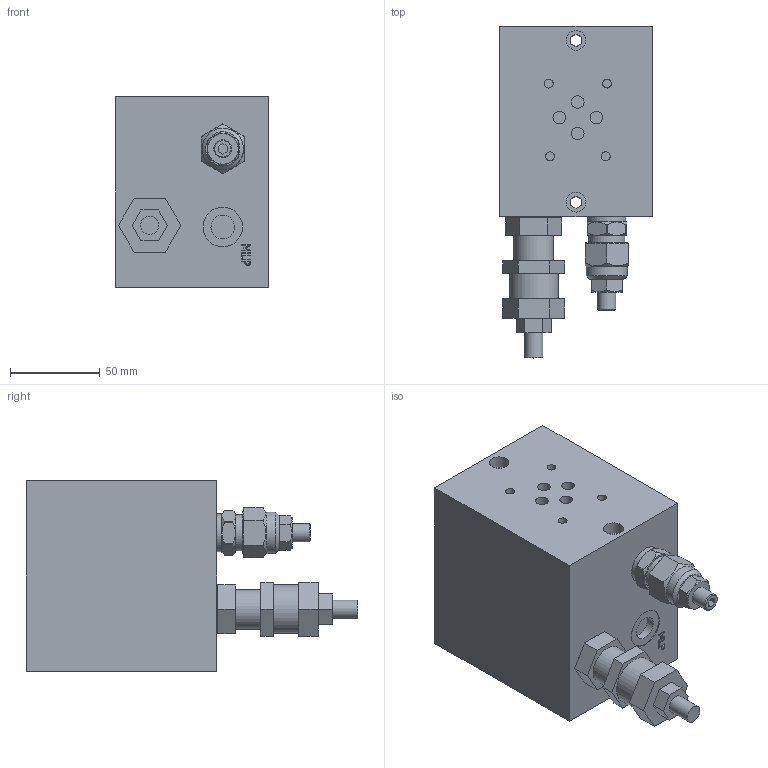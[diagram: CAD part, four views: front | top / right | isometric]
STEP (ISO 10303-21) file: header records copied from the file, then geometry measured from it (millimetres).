
FILE_DESCRIPTION(/* description */ ('Unknown'),/* implementation_level */ '2;1');
FILE_NAME(/* name */ 'OV.100529-001',/* time_stamp */ '2023-07-31T08:20:08+02:00',/* author */ ('Unknown'),/* organization */ ('Unknown'),/* preprocessor_version */ 'ST-DEVELOPER v18.102',/* originating_system */ 'Solid Edge',/* authorisation */ 'Unknown');
FILE_SCHEMA (('AUTOMOTIVE_DESIGN {1 0 10303 214 3 1 1}'));
Length unit declared in the file: millimetre
Products named in the file (2): ET203 (1); ET203_0
Assembly tree (1 placements, depth 2):
  ET203 (1)
    ET203_0
Bounding box: 85 x 184.5 x 106 mm (x, y, z)
Volume: 952334.3 mm3; surface area: 85734.6 mm2
Topology: 3 solids, 3 shells, 539 faces, 1363 edges, 901 vertices
Faces by surface type: plane 362, cylinder 121, cone 31, bspline 25
Full cylindrical faces by diameter (mm): 5 x4, 6.5 x2, 6.75 x2, 7 x4, 8 x2, 10 x2, 11 x2, 11.5 x1, 13.2 x2, 15 x1, 16.662 x1, 19 x3, 20 x1, 20.955 x3, 21 x2, 22 x3, 23 x1, 24.5 x1, 26 x3, 26.441 x1, 27 x1, 29 x1, 30 x2, 36 x1
Entity records: 15942 total; most frequent: CARTESIAN_POINT 3902, ORIENTED_EDGE 2568, DIRECTION 2118, EDGE_CURVE 1284, VERTEX_POINT 887, LINE 776, VECTOR 776, FACE_BOUND 679
